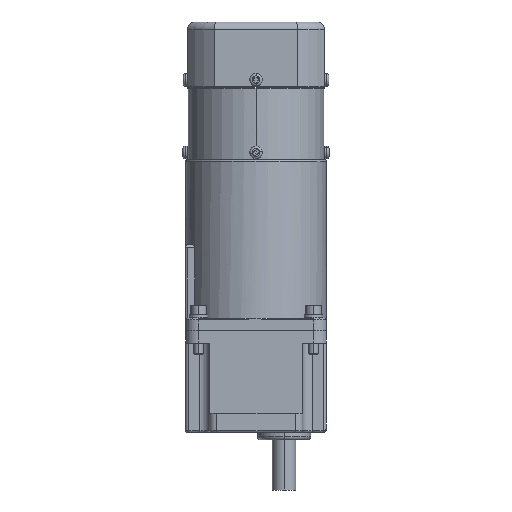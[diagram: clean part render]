
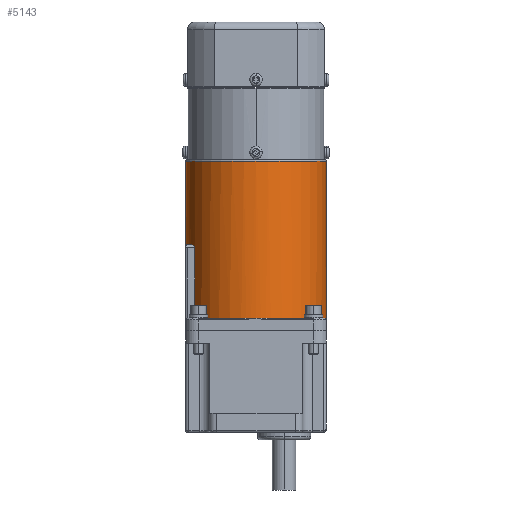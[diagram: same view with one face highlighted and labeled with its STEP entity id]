
A CAD part, left-side view. The second image highlights one B-rep face of the part: STEP entity #5143.
In plain terms, the highlighted cylindrical face has radius 45 mm (diameter 90 mm), a partial arc.
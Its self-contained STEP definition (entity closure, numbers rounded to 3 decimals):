
#377 = CARTESIAN_POINT ( 'NONE',  ( -44.102, -28.339, -44.6 ) ) ;
#654 = CARTESIAN_POINT ( 'NONE',  ( -56.668, 54.916, -44.6 ) ) ;
#727 = CARTESIAN_POINT ( 'NONE',  ( -34.668, 15.661, 56. ) ) ;
#868 = CARTESIAN_POINT ( 'NONE',  ( -34.668, 15.661, -43.9 ) ) ;
#877 = DIRECTION ( 'NONE',  ( 0., 0., 1. ) ) ;
#1176 = ORIENTED_EDGE ( 'NONE', *, *, #12256, .T. ) ;
#1177 = DIRECTION ( 'NONE',  ( 1., 0., 0. ) ) ;
#1184 = VERTEX_POINT ( 'NONE', #16499 ) ;
#1337 = CIRCLE ( 'NONE', #11221, 45. ) ;
#1809 = VERTEX_POINT ( 'NONE', #3521 ) ;
#1907 = VERTEX_POINT ( 'NONE', #5031 ) ;
#2270 = ORIENTED_EDGE ( 'NONE', *, *, #4245, .T. ) ;
#2298 = EDGE_CURVE ( 'NONE', #14044, #14623, #5284, .T. ) ;
#2335 = VERTEX_POINT ( 'NONE', #5374 ) ;
#2383 = CARTESIAN_POINT ( 'NONE',  ( -56.668, 54.916, -43.9 ) ) ;
#2466 = CIRCLE ( 'NONE', #12347, 45. ) ;
#2518 = CARTESIAN_POINT ( 'NONE',  ( -34.668, 60.661, 56. ) ) ;
#2558 = ORIENTED_EDGE ( 'NONE', *, *, #8017, .T. ) ;
#2684 = ORIENTED_EDGE ( 'NONE', *, *, #8116, .T. ) ;
#2758 = DIRECTION ( 'NONE',  ( 1., 0., 0. ) ) ;
#3152 = CARTESIAN_POINT ( 'NONE',  ( -34.668, 15.661, -44.6 ) ) ;
#3259 = CIRCLE ( 'NONE', #13126, 45. ) ;
#3372 = DIRECTION ( 'NONE',  ( 1., 0., 0. ) ) ;
#3521 = CARTESIAN_POINT ( 'NONE',  ( -54.668, 55.972, 2.5 ) ) ;
#3816 = CIRCLE ( 'NONE', #6087, 45. ) ;
#4017 = ORIENTED_EDGE ( 'NONE', *, *, #10457, .T. ) ;
#4041 = VERTEX_POINT ( 'NONE', #654 ) ;
#4205 = DIRECTION ( 'NONE',  ( 1., 0., 0. ) ) ;
#4216 = CARTESIAN_POINT ( 'NONE',  ( -79.668, 15.661, -44.6 ) ) ;
#4245 = EDGE_CURVE ( 'NONE', #11247, #1809, #13435, .T. ) ;
#4474 = ORIENTED_EDGE ( 'NONE', *, *, #11649, .T. ) ;
#4515 = CARTESIAN_POINT ( 'NONE',  ( -34.668, 60.661, 2.5 ) ) ;
#4547 = CARTESIAN_POINT ( 'NONE',  ( -56.011, 55.285, 1.158 ) ) ;
#4692 = VECTOR ( 'NONE', #7774, 1000. ) ;
#4943 = EDGE_LOOP ( 'NONE', ( #10168, #2684, #13625, #11257, #2270, #2558, #4474, #4017, #8176, #1176, #13545, #16334 ) ) ;
#5029 = AXIS2_PLACEMENT_3D ( 'NONE', #727, #6142, #11521 ) ;
#5031 = CARTESIAN_POINT ( 'NONE',  ( -56.668, 54.916, 0.5 ) ) ;
#5089 = DIRECTION ( 'NONE',  ( 0., 0., -1. ) ) ;
#5143 = ADVANCED_FACE ( 'NONE', ( #7594 ), #12972, .T. ) ;
#5218 = CIRCLE ( 'NONE', #15069, 45. ) ;
#5284 = LINE ( 'NONE', #10674, #16769 ) ;
#5315 = DIRECTION ( 'NONE',  ( 1., 0., 0. ) ) ;
#5374 = CARTESIAN_POINT ( 'NONE',  ( -78.668, 25.095, -44.6 ) ) ;
#5840 = AXIS2_PLACEMENT_3D ( 'NONE', #10916, #16262, #4205 ) ;
#6018 = EDGE_CURVE ( 'NONE', #17372, #7507, #2466, .T. ) ;
#6087 = AXIS2_PLACEMENT_3D ( 'NONE', #3152, #8542, #13916 ) ;
#6142 = DIRECTION ( 'NONE',  ( 0., 0., -1. ) ) ;
#6263 = EDGE_CURVE ( 'NONE', #11024, #17372, #1337, .T. ) ;
#6273 = DIRECTION ( 'NONE',  ( 0., 0., -1. ) ) ;
#6285 = DIRECTION ( 'NONE',  ( 1., 0., 0. ) ) ;
#6305 = CIRCLE ( 'NONE', #16138, 45. ) ;
#6392 = AXIS2_PLACEMENT_3D ( 'NONE', #868, #6273, #11640 ) ;
#6927 = EDGE_CURVE ( 'NONE', #1184, #7507, #11798, .T. ) ;
#7507 = VERTEX_POINT ( 'NONE', #12206 ) ;
#7594 = FACE_OUTER_BOUND ( 'NONE', #4943, .T. ) ;
#7774 = DIRECTION ( 'NONE',  ( 0., 0., -1. ) ) ;
#7853 = VECTOR ( 'NONE', #5089, 1000. ) ;
#7908 = CARTESIAN_POINT ( 'NONE',  ( -34.668, 15.661, -44.6 ) ) ;
#8017 = EDGE_CURVE ( 'NONE', #1809, #1907, #10441, .T. ) ;
#8116 = EDGE_CURVE ( 'NONE', #1184, #14044, #12648, .T. ) ;
#8176 = ORIENTED_EDGE ( 'NONE', *, *, #16345, .T. ) ;
#8542 = DIRECTION ( 'NONE',  ( 0., 0., 1. ) ) ;
#9471 = CARTESIAN_POINT ( 'NONE',  ( -34.668, 15.661, 2.5 ) ) ;
#9938 = CARTESIAN_POINT ( 'NONE',  ( -56.668, 54.916, 0.5 ) ) ;
#10085 = CARTESIAN_POINT ( 'NONE',  ( -34.668, 15.661, -44.6 ) ) ;
#10168 = ORIENTED_EDGE ( 'NONE', *, *, #6927, .F. ) ;
#10441 =( BOUNDED_CURVE ( )  B_SPLINE_CURVE ( 3, ( #11265, #16605, #4547, #9938 ),
 .UNSPECIFIED., .F., .F. ) 
 B_SPLINE_CURVE_WITH_KNOTS ( ( 4, 4 ),
 ( 5.173, 5.223 ),
 .UNSPECIFIED. ) 
 CURVE ( )  GEOMETRIC_REPRESENTATION_ITEM ( )  RATIONAL_B_SPLINE_CURVE ( ( 1., 1., 1., 1. ) ) 
 REPRESENTATION_ITEM ( '' )  );
#10457 = EDGE_CURVE ( 'NONE', #4041, #2335, #5218, .T. ) ;
#10674 = CARTESIAN_POINT ( 'NONE',  ( -34.668, 60.661, -43.9 ) ) ;
#10916 = CARTESIAN_POINT ( 'NONE',  ( -34.668, 15.661, 2.5 ) ) ;
#11024 = VERTEX_POINT ( 'NONE', #14317 ) ;
#11158 = EDGE_CURVE ( 'NONE', #14623, #11247, #3259, .T. ) ;
#11221 = AXIS2_PLACEMENT_3D ( 'NONE', #12010, #17351, #5315 ) ;
#11247 = VERTEX_POINT ( 'NONE', #13694 ) ;
#11257 = ORIENTED_EDGE ( 'NONE', *, *, #11158, .T. ) ;
#11265 = CARTESIAN_POINT ( 'NONE',  ( -54.668, 55.972, 2.5 ) ) ;
#11521 = DIRECTION ( 'NONE',  ( 0., -1., 0. ) ) ;
#11640 = DIRECTION ( 'NONE',  ( 0., 1., 0. ) ) ;
#11649 = EDGE_CURVE ( 'NONE', #1907, #4041, #14457, .T. ) ;
#11798 = LINE ( 'NONE', #17144, #7853 ) ;
#12010 = CARTESIAN_POINT ( 'NONE',  ( -34.668, 15.661, -44.6 ) ) ;
#12206 = CARTESIAN_POINT ( 'NONE',  ( -34.668, -29.339, -44.6 ) ) ;
#12256 = EDGE_CURVE ( 'NONE', #17276, #11024, #3816, .T. ) ;
#12347 = AXIS2_PLACEMENT_3D ( 'NONE', #7908, #13282, #1177 ) ;
#12648 = CIRCLE ( 'NONE', #5029, 45. ) ;
#12972 = CYLINDRICAL_SURFACE ( 'NONE', #6392, 45. ) ;
#12983 = CARTESIAN_POINT ( 'NONE',  ( -34.668, 15.661, -44.6 ) ) ;
#13126 = AXIS2_PLACEMENT_3D ( 'NONE', #9471, #14837, #2758 ) ;
#13282 = DIRECTION ( 'NONE',  ( 0., 0., 1. ) ) ;
#13435 = CIRCLE ( 'NONE', #5840, 45. ) ;
#13545 = ORIENTED_EDGE ( 'NONE', *, *, #6263, .T. ) ;
#13625 = ORIENTED_EDGE ( 'NONE', *, *, #2298, .T. ) ;
#13694 = CARTESIAN_POINT ( 'NONE',  ( -44.102, 59.661, 2.5 ) ) ;
#13916 = DIRECTION ( 'NONE',  ( 1., 0., 0. ) ) ;
#14044 = VERTEX_POINT ( 'NONE', #2518 ) ;
#14317 = CARTESIAN_POINT ( 'NONE',  ( -78.668, 6.227, -44.6 ) ) ;
#14457 = LINE ( 'NONE', #2383, #4692 ) ;
#14623 = VERTEX_POINT ( 'NONE', #4515 ) ;
#14837 = DIRECTION ( 'NONE',  ( 0., 0., 1. ) ) ;
#15069 = AXIS2_PLACEMENT_3D ( 'NONE', #10085, #15448, #3372 ) ;
#15448 = DIRECTION ( 'NONE',  ( 0., 0., 1. ) ) ;
#16022 = DIRECTION ( 'NONE',  ( 0., 0., -1. ) ) ;
#16138 = AXIS2_PLACEMENT_3D ( 'NONE', #12983, #877, #6285 ) ;
#16262 = DIRECTION ( 'NONE',  ( 0., 0., 1. ) ) ;
#16334 = ORIENTED_EDGE ( 'NONE', *, *, #6018, .T. ) ;
#16345 = EDGE_CURVE ( 'NONE', #2335, #17276, #6305, .T. ) ;
#16499 = CARTESIAN_POINT ( 'NONE',  ( -34.668, -29.339, 56. ) ) ;
#16605 = CARTESIAN_POINT ( 'NONE',  ( -55.344, 55.637, 1.825 ) ) ;
#16769 = VECTOR ( 'NONE', #16022, 1000. ) ;
#17144 = CARTESIAN_POINT ( 'NONE',  ( -34.668, -29.339, -43.9 ) ) ;
#17276 = VERTEX_POINT ( 'NONE', #4216 ) ;
#17351 = DIRECTION ( 'NONE',  ( 0., 0., 1. ) ) ;
#17372 = VERTEX_POINT ( 'NONE', #377 ) ;
